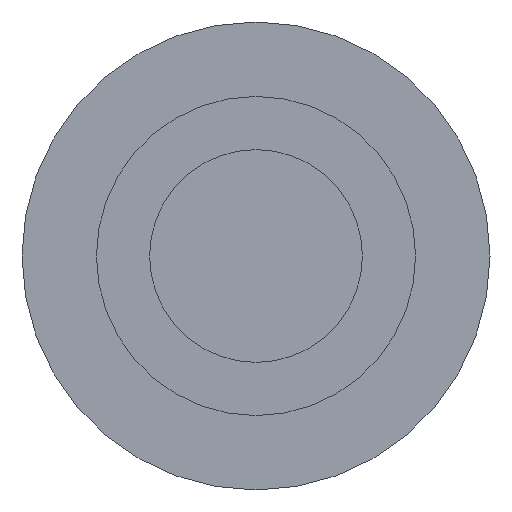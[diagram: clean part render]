
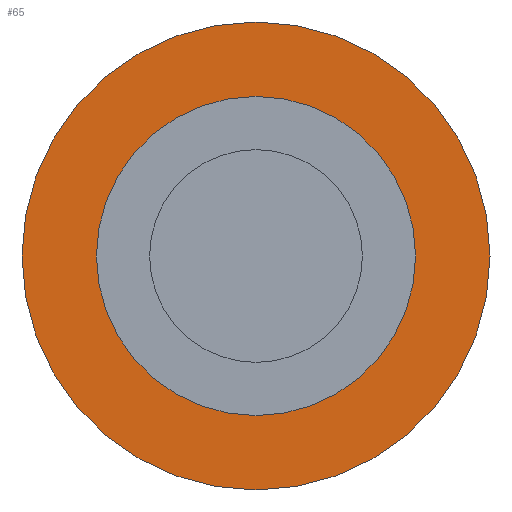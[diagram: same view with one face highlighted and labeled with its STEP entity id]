
A CAD part, front view. The second image highlights one B-rep face of the part: STEP entity #65.
In plain terms, the highlighted planar face has unit normal (0, -1, 0).
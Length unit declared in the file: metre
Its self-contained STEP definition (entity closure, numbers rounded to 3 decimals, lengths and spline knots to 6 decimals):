
#17=ORIENTED_EDGE('',*,*,#26,.T.);
#18=ORIENTED_EDGE('',*,*,#27,.F.);
#26=EDGE_CURVE('',#31,#31,#36,.T.);
#27=EDGE_CURVE('',#32,#32,#37,.T.);
#31=VERTEX_POINT('',#123);
#32=VERTEX_POINT('',#126);
#36=CIRCLE('',#85,0.0022);
#37=CIRCLE('',#87,0.0015);
#42=EDGE_LOOP('',(#17));
#43=EDGE_LOOP('',(#18));
#52=FACE_BOUND('',#42,.T.);
#53=FACE_BOUND('',#43,.T.);
#61=PLANE('',#86);
#65=ADVANCED_FACE('',(#52,#53),#61,.T.);
#85=AXIS2_PLACEMENT_3D('',#122,#101,#102);
#86=AXIS2_PLACEMENT_3D('',#124,#103,#104);
#87=AXIS2_PLACEMENT_3D('',#125,#105,#106);
#101=DIRECTION('',(0.,-1.,0.));
#102=DIRECTION('',(1.,0.,0.));
#103=DIRECTION('',(0.,-1.,0.));
#104=DIRECTION('',(1.,0.,0.));
#105=DIRECTION('',(0.,-1.,0.));
#106=DIRECTION('',(1.,0.,0.));
#122=CARTESIAN_POINT('',(0.,0.024,0.));
#123=CARTESIAN_POINT('',(0.0022,0.024,0.));
#124=CARTESIAN_POINT('',(-0.00185,0.024,0.));
#125=CARTESIAN_POINT('',(0.,0.024,0.));
#126=CARTESIAN_POINT('',(0.0015,0.024,0.));
